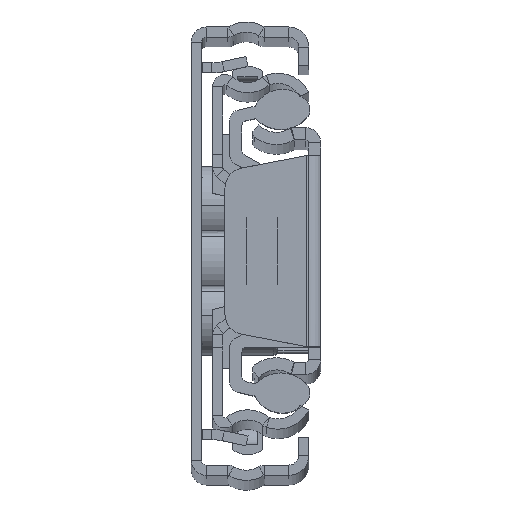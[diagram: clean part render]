
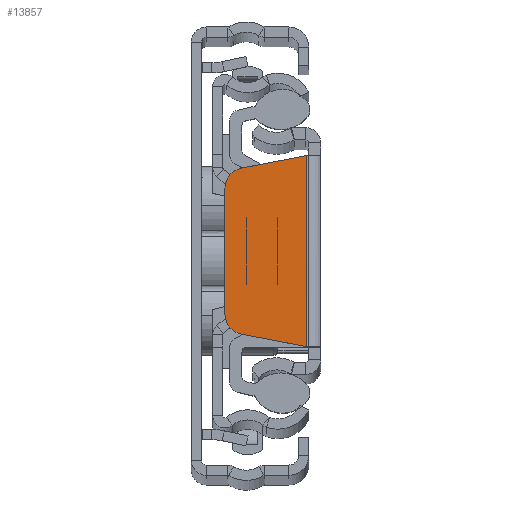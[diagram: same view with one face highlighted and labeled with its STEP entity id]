
A CAD part, top view. The second image highlights one B-rep face of the part: STEP entity #13857.
In plain terms, the highlighted planar face has unit normal (0, 0, 1).
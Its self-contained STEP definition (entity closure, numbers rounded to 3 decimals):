
#480 = ORIENTED_EDGE ( 'NONE', *, *, #21649, .T. ) ;
#518 = LINE ( 'NONE', #1213, #11336 ) ;
#623 = VECTOR ( 'NONE', #12064, 1000. ) ;
#1213 = CARTESIAN_POINT ( 'NONE',  ( -1.786, 9.298, 0. ) ) ;
#1319 = CARTESIAN_POINT ( 'NONE',  ( -7.401, -6.183, 0. ) ) ;
#1945 = CARTESIAN_POINT ( 'NONE',  ( -9.401, -6.183, 0. ) ) ;
#2171 = CARTESIAN_POINT ( 'NONE',  ( -1.36, 9.379, 0. ) ) ;
#2542 = EDGE_CURVE ( 'NONE', #9907, #17487, #12026, .T. ) ;
#3610 = PLANE ( 'NONE',  #21993 ) ;
#4669 = DIRECTION ( 'NONE',  ( 0., -1., 0. ) ) ;
#4919 = DIRECTION ( 'NONE',  ( -1., 0., 0. ) ) ;
#5405 = EDGE_CURVE ( 'NONE', #18697, #12318, #22361, .T. ) ;
#6181 = EDGE_LOOP ( 'NONE', ( #21833, #8931, #9536, #11221, #480, #17167 ) ) ;
#6768 = DIRECTION ( 'NONE',  ( -1., 0., 0. ) ) ;
#6839 = LINE ( 'NONE', #17755, #623 ) ;
#6988 = CIRCLE ( 'NONE', #16103, 2. ) ;
#7878 = CARTESIAN_POINT ( 'NONE',  ( -7.778, 8.147, 0. ) ) ;
#8244 = CARTESIAN_POINT ( 'NONE',  ( -1.36, -9.379, 0. ) ) ;
#8567 = DIRECTION ( 'NONE',  ( 0., 0., 1. ) ) ;
#8602 = EDGE_CURVE ( 'NONE', #11797, #9907, #6988, .T. ) ;
#8931 = ORIENTED_EDGE ( 'NONE', *, *, #12396, .T. ) ;
#9244 = EDGE_CURVE ( 'NONE', #9733, #12318, #6839, .T. ) ;
#9536 = ORIENTED_EDGE ( 'NONE', *, *, #9244, .T. ) ;
#9733 = VERTEX_POINT ( 'NONE', #17680 ) ;
#9907 = VERTEX_POINT ( 'NONE', #20979 ) ;
#10855 = CARTESIAN_POINT ( 'NONE',  ( 0., 0., 0. ) ) ;
#11221 = ORIENTED_EDGE ( 'NONE', *, *, #5405, .F. ) ;
#11336 = VECTOR ( 'NONE', #20922, 1000. ) ;
#11797 = VERTEX_POINT ( 'NONE', #7878 ) ;
#12026 = LINE ( 'NONE', #22926, #19316 ) ;
#12064 = DIRECTION ( 'NONE',  ( 0.982, -0.189, 0. ) ) ;
#12318 = VERTEX_POINT ( 'NONE', #23255 ) ;
#12396 = EDGE_CURVE ( 'NONE', #17487, #9733, #23425, .T. ) ;
#12426 = VECTOR ( 'NONE', #4669, 1000. ) ;
#13415 = CARTESIAN_POINT ( 'NONE',  ( -7.401, 6.183, 0. ) ) ;
#13857 = ADVANCED_FACE ( 'NONE', ( #23410 ), #3610, .F. ) ;
#15422 = DIRECTION ( 'NONE',  ( 0., 0., 1. ) ) ;
#16103 = AXIS2_PLACEMENT_3D ( 'NONE', #13415, #15422, #22769 ) ;
#17167 = ORIENTED_EDGE ( 'NONE', *, *, #8602, .T. ) ;
#17487 = VERTEX_POINT ( 'NONE', #1945 ) ;
#17680 = CARTESIAN_POINT ( 'NONE',  ( -7.778, -8.147, 0. ) ) ;
#17755 = CARTESIAN_POINT ( 'NONE',  ( -1.786, -9.298, 0. ) ) ;
#18088 = DIRECTION ( 'NONE',  ( 0., 0., -1. ) ) ;
#18697 = VERTEX_POINT ( 'NONE', #2171 ) ;
#19037 = DIRECTION ( 'NONE',  ( 0., -1., 0. ) ) ;
#19276 = AXIS2_PLACEMENT_3D ( 'NONE', #1319, #8567, #6768 ) ;
#19316 = VECTOR ( 'NONE', #19037, 1000. ) ;
#20922 = DIRECTION ( 'NONE',  ( -0.982, -0.189, 0. ) ) ;
#20979 = CARTESIAN_POINT ( 'NONE',  ( -9.401, 6.183, 0. ) ) ;
#21649 = EDGE_CURVE ( 'NONE', #18697, #11797, #518, .T. ) ;
#21833 = ORIENTED_EDGE ( 'NONE', *, *, #2542, .T. ) ;
#21993 = AXIS2_PLACEMENT_3D ( 'NONE', #10855, #18088, #4919 ) ;
#22361 = LINE ( 'NONE', #8244, #12426 ) ;
#22769 = DIRECTION ( 'NONE',  ( -1., 0., 0. ) ) ;
#22926 = CARTESIAN_POINT ( 'NONE',  ( -9.401, 0., 0. ) ) ;
#23255 = CARTESIAN_POINT ( 'NONE',  ( -1.36, -9.379, 0. ) ) ;
#23410 = FACE_OUTER_BOUND ( 'NONE', #6181, .T. ) ;
#23425 = CIRCLE ( 'NONE', #19276, 2. ) ;
